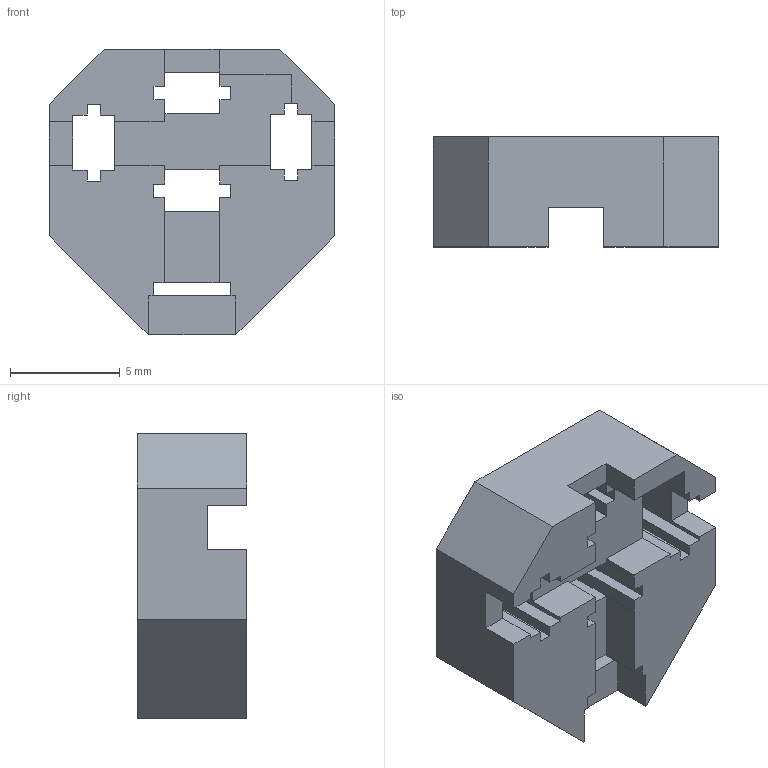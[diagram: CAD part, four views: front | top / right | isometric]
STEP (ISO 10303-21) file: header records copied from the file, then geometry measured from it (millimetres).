
FILE_DESCRIPTION(/* description */ (''),/* implementation_level */ '2;1');
FILE_NAME(/* name */ 'switch_plug_hack.step',/* time_stamp */ '2024-05-10T19:26:19+03:00',/* author */ (''),/* organization */ (''),/* preprocessor_version */ 'ST-DEVELOPER v20',/* originating_system */ 'Autodesk Translation Framework v12.20.1.177',/* authorisation */ '');
FILE_SCHEMA (('AUTOMOTIVE_DESIGN { 1 0 10303 214 3 1 1 }'));
Length unit declared in the file: millimetre
Products named in the file (1): plug
Bounding box: 13 x 5 x 13 mm (x, y, z)
Volume: 516.2 mm3; surface area: 696.2 mm2
Topology: 1 solids, 1 shells, 91 faces, 280 edges, 186 vertices
Faces by surface type: plane 91
Entity records: 3111 total; most frequent: ORIENTED_EDGE 560, CARTESIAN_POINT 558, DIRECTION 464, LINE 280, VECTOR 280, EDGE_CURVE 280, VERTEX_POINT 186, EDGE_LOOP 96
